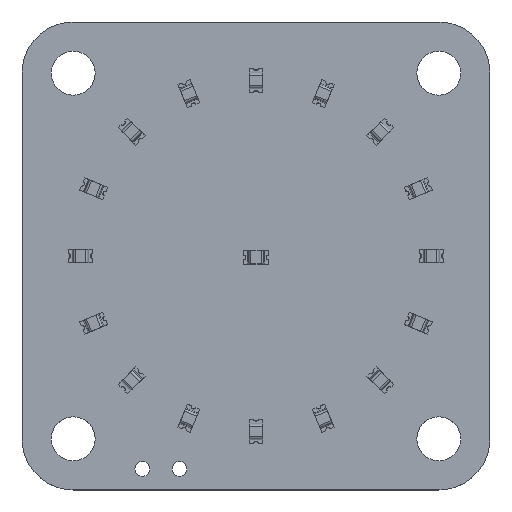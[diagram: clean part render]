
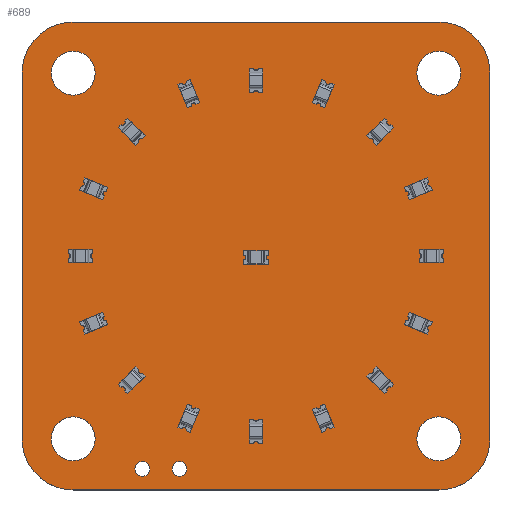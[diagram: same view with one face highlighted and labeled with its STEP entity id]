
A CAD part, top view. The second image highlights one B-rep face of the part: STEP entity #689.
In plain terms, the highlighted planar face has unit normal (0, 0, 1).
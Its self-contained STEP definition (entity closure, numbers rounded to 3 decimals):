
#208 = VERTEX_POINT('',#209);
#209 = CARTESIAN_POINT('',(-16.,-12.5,1.595));
#215 = EDGE_CURVE('',#208,#216,#218,.T.);
#216 = VERTEX_POINT('',#217);
#217 = CARTESIAN_POINT('',(-16.,12.5,1.595));
#218 = LINE('',#219,#220);
#219 = CARTESIAN_POINT('',(-16.,-12.5,1.595));
#220 = VECTOR('',#221,1.);
#221 = DIRECTION('',(0.,1.,0.));
#246 = EDGE_CURVE('',#216,#247,#249,.T.);
#247 = VERTEX_POINT('',#248);
#248 = CARTESIAN_POINT('',(-12.5,16.,1.595));
#249 = CIRCLE('',#250,3.5);
#250 = AXIS2_PLACEMENT_3D('',#251,#252,#253);
#251 = CARTESIAN_POINT('',(-12.5,12.5,1.595));
#252 = DIRECTION('',(0.,0.,-1.));
#253 = DIRECTION('',(-1.,0.,-0.));
#279 = EDGE_CURVE('',#247,#280,#282,.T.);
#280 = VERTEX_POINT('',#281);
#281 = CARTESIAN_POINT('',(12.5,16.,1.595));
#282 = LINE('',#283,#284);
#283 = CARTESIAN_POINT('',(-12.5,16.,1.595));
#284 = VECTOR('',#285,1.);
#285 = DIRECTION('',(1.,0.,0.));
#310 = EDGE_CURVE('',#280,#311,#313,.T.);
#311 = VERTEX_POINT('',#312);
#312 = CARTESIAN_POINT('',(16.,12.5,1.595));
#313 = CIRCLE('',#314,3.5);
#314 = AXIS2_PLACEMENT_3D('',#315,#316,#317);
#315 = CARTESIAN_POINT('',(12.5,12.5,1.595));
#316 = DIRECTION('',(0.,0.,-1.));
#317 = DIRECTION('',(0.,1.,0.));
#343 = EDGE_CURVE('',#311,#344,#346,.T.);
#344 = VERTEX_POINT('',#345);
#345 = CARTESIAN_POINT('',(16.,-12.5,1.595));
#346 = LINE('',#347,#348);
#347 = CARTESIAN_POINT('',(16.,12.5,1.595));
#348 = VECTOR('',#349,1.);
#349 = DIRECTION('',(0.,-1.,0.));
#374 = EDGE_CURVE('',#344,#375,#377,.T.);
#375 = VERTEX_POINT('',#376);
#376 = CARTESIAN_POINT('',(12.5,-16.,1.595));
#377 = CIRCLE('',#378,3.5);
#378 = AXIS2_PLACEMENT_3D('',#379,#380,#381);
#379 = CARTESIAN_POINT('',(12.5,-12.5,1.595));
#380 = DIRECTION('',(0.,0.,-1.));
#381 = DIRECTION('',(1.,0.,0.));
#407 = EDGE_CURVE('',#375,#408,#410,.T.);
#408 = VERTEX_POINT('',#409);
#409 = CARTESIAN_POINT('',(-12.5,-16.,1.595));
#410 = LINE('',#411,#412);
#411 = CARTESIAN_POINT('',(12.5,-16.,1.595));
#412 = VECTOR('',#413,1.);
#413 = DIRECTION('',(-1.,0.,0.));
#438 = EDGE_CURVE('',#408,#208,#439,.T.);
#439 = CIRCLE('',#440,3.5);
#440 = AXIS2_PLACEMENT_3D('',#441,#442,#443);
#441 = CARTESIAN_POINT('',(-12.5,-12.5,1.595));
#442 = DIRECTION('',(0.,0.,-1.));
#443 = DIRECTION('',(0.,-1.,0.));
#464 = VERTEX_POINT('',#465);
#465 = CARTESIAN_POINT('',(-7.262,-14.56,1.595));
#471 = EDGE_CURVE('',#464,#464,#472,.T.);
#472 = CIRCLE('',#473,0.508);
#473 = AXIS2_PLACEMENT_3D('',#474,#475,#476);
#474 = CARTESIAN_POINT('',(-7.77,-14.56,1.595));
#475 = DIRECTION('',(0.,0.,1.));
#476 = DIRECTION('',(1.,0.,-0.));
#497 = VERTEX_POINT('',#498);
#498 = CARTESIAN_POINT('',(-11.,12.5,1.595));
#504 = EDGE_CURVE('',#497,#497,#505,.T.);
#505 = CIRCLE('',#506,1.5);
#506 = AXIS2_PLACEMENT_3D('',#507,#508,#509);
#507 = CARTESIAN_POINT('',(-12.5,12.5,1.595));
#508 = DIRECTION('',(0.,0.,1.));
#509 = DIRECTION('',(1.,0.,-0.));
#530 = VERTEX_POINT('',#531);
#531 = CARTESIAN_POINT('',(-11.,-12.5,1.595));
#537 = EDGE_CURVE('',#530,#530,#538,.T.);
#538 = CIRCLE('',#539,1.5);
#539 = AXIS2_PLACEMENT_3D('',#540,#541,#542);
#540 = CARTESIAN_POINT('',(-12.5,-12.5,1.595));
#541 = DIRECTION('',(0.,0.,1.));
#542 = DIRECTION('',(1.,0.,-0.));
#563 = VERTEX_POINT('',#564);
#564 = CARTESIAN_POINT('',(-4.722,-14.56,1.595));
#570 = EDGE_CURVE('',#563,#563,#571,.T.);
#571 = CIRCLE('',#572,0.508);
#572 = AXIS2_PLACEMENT_3D('',#573,#574,#575);
#573 = CARTESIAN_POINT('',(-5.23,-14.56,1.595));
#574 = DIRECTION('',(0.,0.,1.));
#575 = DIRECTION('',(1.,0.,-0.));
#596 = VERTEX_POINT('',#597);
#597 = CARTESIAN_POINT('',(14.,12.5,1.595));
#603 = EDGE_CURVE('',#596,#596,#604,.T.);
#604 = CIRCLE('',#605,1.5);
#605 = AXIS2_PLACEMENT_3D('',#606,#607,#608);
#606 = CARTESIAN_POINT('',(12.5,12.5,1.595));
#607 = DIRECTION('',(0.,0.,1.));
#608 = DIRECTION('',(1.,0.,-0.));
#629 = VERTEX_POINT('',#630);
#630 = CARTESIAN_POINT('',(14.,-12.5,1.595));
#636 = EDGE_CURVE('',#629,#629,#637,.T.);
#637 = CIRCLE('',#638,1.5);
#638 = AXIS2_PLACEMENT_3D('',#639,#640,#641);
#639 = CARTESIAN_POINT('',(12.5,-12.5,1.595));
#640 = DIRECTION('',(0.,0.,1.));
#641 = DIRECTION('',(1.,0.,-0.));
#689 = ADVANCED_FACE('',(#690,#700,#703,#706,#709,#712,#715),#718,.F.);
#690 = FACE_BOUND('',#691,.F.);
#691 = EDGE_LOOP('',(#692,#693,#694,#695,#696,#697,#698,#699));
#692 = ORIENTED_EDGE('',*,*,#215,.T.);
#693 = ORIENTED_EDGE('',*,*,#246,.T.);
#694 = ORIENTED_EDGE('',*,*,#279,.T.);
#695 = ORIENTED_EDGE('',*,*,#310,.T.);
#696 = ORIENTED_EDGE('',*,*,#343,.T.);
#697 = ORIENTED_EDGE('',*,*,#374,.T.);
#698 = ORIENTED_EDGE('',*,*,#407,.T.);
#699 = ORIENTED_EDGE('',*,*,#438,.T.);
#700 = FACE_BOUND('',#701,.F.);
#701 = EDGE_LOOP('',(#702));
#702 = ORIENTED_EDGE('',*,*,#471,.T.);
#703 = FACE_BOUND('',#704,.F.);
#704 = EDGE_LOOP('',(#705));
#705 = ORIENTED_EDGE('',*,*,#504,.T.);
#706 = FACE_BOUND('',#707,.F.);
#707 = EDGE_LOOP('',(#708));
#708 = ORIENTED_EDGE('',*,*,#537,.T.);
#709 = FACE_BOUND('',#710,.F.);
#710 = EDGE_LOOP('',(#711));
#711 = ORIENTED_EDGE('',*,*,#570,.T.);
#712 = FACE_BOUND('',#713,.F.);
#713 = EDGE_LOOP('',(#714));
#714 = ORIENTED_EDGE('',*,*,#603,.T.);
#715 = FACE_BOUND('',#716,.F.);
#716 = EDGE_LOOP('',(#717));
#717 = ORIENTED_EDGE('',*,*,#636,.T.);
#718 = PLANE('',#719);
#719 = AXIS2_PLACEMENT_3D('',#720,#721,#722);
#720 = CARTESIAN_POINT('',(0.,0.,
    1.595));
#721 = DIRECTION('',(-0.,-0.,-1.));
#722 = DIRECTION('',(-1.,0.,0.));
